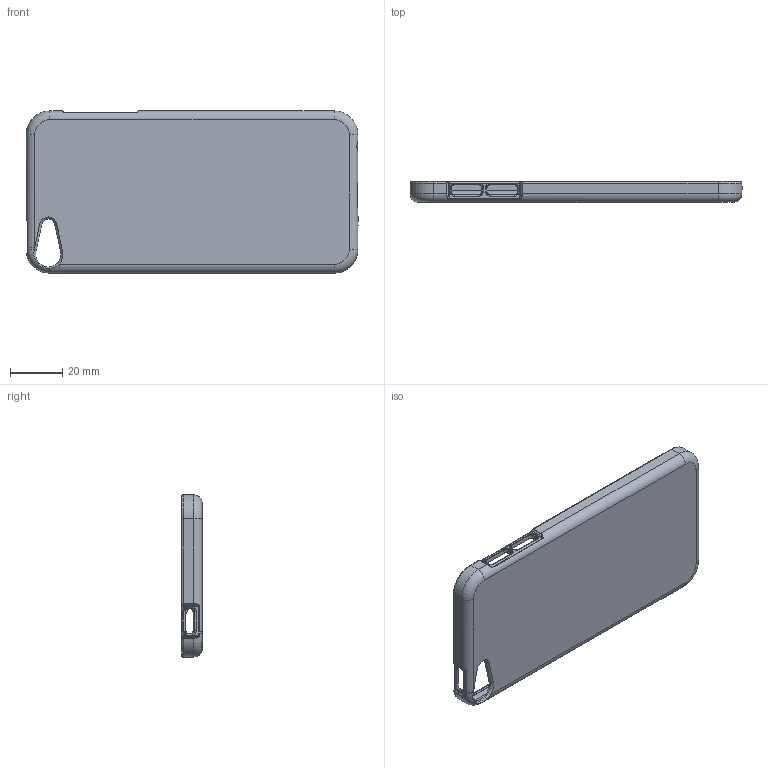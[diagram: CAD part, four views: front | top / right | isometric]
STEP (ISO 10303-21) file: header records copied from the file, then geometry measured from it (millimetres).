
FILE_DESCRIPTION(/* description */ (''),/* implementation_level */ '2;1');
FILE_NAME(/* name */ 'ipodcasev2.stp',/* time_stamp */ '2015-08-09T13:34:28-04:00',/* author */ ('Daniel Suo'),/* organization */ (''),/* preprocessor_version */ 'ST-DEVELOPER v15.2',/* originating_system */ 'Autodesk Inventor 2014',/* authorisation */ '');
FILE_SCHEMA (('AUTOMOTIVE_DESIGN { 1 0 10303 214 3 1 1 }'));
Length unit declared in the file: inch
Products named in the file (1): ipodcasev2
Bounding box: 126.87 x 7.92 x 61.98 mm (x, y, z)
Volume: 14449.5 mm3; surface area: 19311.8 mm2
Topology: 1 solids, 1 shells, 188 faces, 487 edges, 284 vertices
Faces by surface type: cylinder 67, plane 49, torus 31, bspline 27, cone 14
Full cylindrical faces by diameter (mm): 5.588 x1
Entity records: 6809 total; most frequent: CARTESIAN_POINT 2327, ORIENTED_EDGE 950, DIRECTION 942, EDGE_CURVE 475, AXIS2_PLACEMENT_3D 370, VERTEX_POINT 276, LINE 202, VECTOR 202
